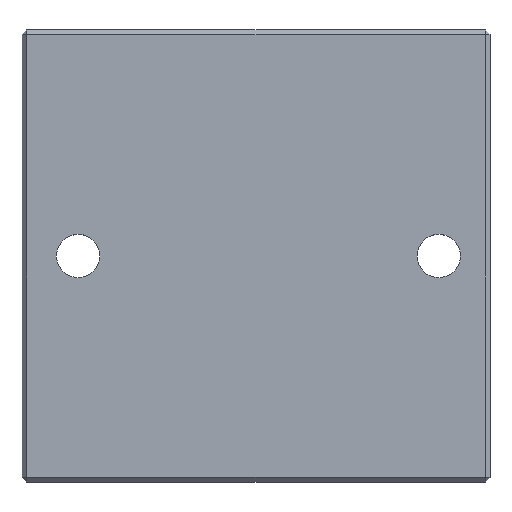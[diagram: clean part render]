
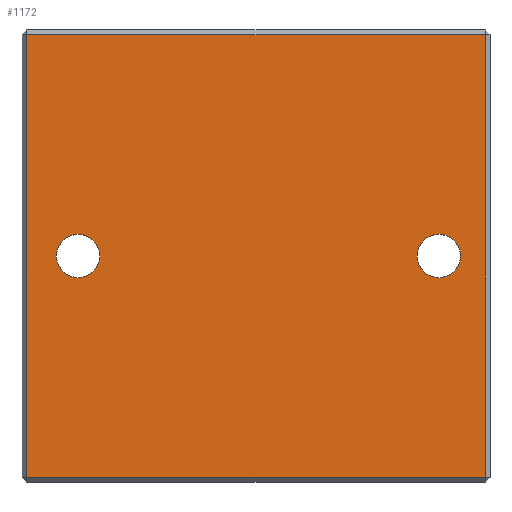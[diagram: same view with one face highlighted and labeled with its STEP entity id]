
A CAD part, top view. The second image highlights one B-rep face of the part: STEP entity #1172.
In plain terms, the highlighted planar face has unit normal (0, 0, 1).
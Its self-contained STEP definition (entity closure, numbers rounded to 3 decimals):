
#255=DIRECTION('',(0.,-1.,0.));
#256=VECTOR('',#255,92.);
#257=CARTESIAN_POINT('',(47.655,397.,293.7));
#258=LINE('',#257,#256);
#304=DIRECTION('',(-1.,0.,0.));
#305=VECTOR('',#304,95.31);
#306=CARTESIAN_POINT('',(47.655,305.,293.7));
#307=LINE('',#306,#305);
#430=DIRECTION('',(1.,0.,0.));
#431=VECTOR('',#430,95.31);
#432=CARTESIAN_POINT('',(-47.655,397.,293.7));
#433=LINE('',#432,#431);
#444=CARTESIAN_POINT('',(-37.,351.,293.7));
#445=DIRECTION('',(0.,0.,-1.));
#446=DIRECTION('',(1.,0.,0.));
#447=AXIS2_PLACEMENT_3D('',#444,#445,#446);
#452=CARTESIAN_POINT('',(-37.,351.,293.7));
#453=DIRECTION('',(0.,0.,-1.));
#454=DIRECTION('',(-1.,0.,0.));
#455=AXIS2_PLACEMENT_3D('',#452,#453,#454);
#460=CARTESIAN_POINT('',(38.,351.,293.7));
#461=DIRECTION('',(0.,0.,-1.));
#462=DIRECTION('',(1.,0.,0.));
#463=AXIS2_PLACEMENT_3D('',#460,#461,#462);
#468=CARTESIAN_POINT('',(38.,351.,293.7));
#469=DIRECTION('',(0.,0.,-1.));
#470=DIRECTION('',(-1.,0.,0.));
#471=AXIS2_PLACEMENT_3D('',#468,#469,#470);
#483=DIRECTION('',(0.,1.,0.));
#484=VECTOR('',#483,92.);
#485=CARTESIAN_POINT('',(-47.655,305.,293.7));
#486=LINE('',#485,#484);
#629=CARTESIAN_POINT('',(-47.655,397.,293.7));
#630=VERTEX_POINT('',#629);
#631=CARTESIAN_POINT('',(-47.655,305.,293.7));
#633=VERTEX_POINT('',#631);
#636=CARTESIAN_POINT('',(47.655,397.,293.7));
#638=VERTEX_POINT('',#636);
#647=CARTESIAN_POINT('',(47.655,305.,293.7));
#649=VERTEX_POINT('',#647);
#654=CARTESIAN_POINT('',(33.5,351.,293.7));
#656=VERTEX_POINT('',#654);
#658=CARTESIAN_POINT('',(42.5,351.,293.7));
#660=VERTEX_POINT('',#658);
#673=CARTESIAN_POINT('',(-41.5,351.,293.7));
#674=VERTEX_POINT('',#673);
#675=CARTESIAN_POINT('',(-32.5,351.,293.7));
#676=VERTEX_POINT('',#675);
#1149=CARTESIAN_POINT('',(25.,-323.,293.7));
#1150=DIRECTION('',(0.,0.,-1.));
#1151=DIRECTION('',(0.,-1.,0.));
#1152=AXIS2_PLACEMENT_3D('',#1149,#1150,#1151);
#1153=PLANE('',#1152);
#1154=ORIENTED_EDGE('',*,*,#1134,.T.);
#1155=ORIENTED_EDGE('',*,*,#890,.T.);
#1156=ORIENTED_EDGE('',*,*,#934,.T.);
#1158=ORIENTED_EDGE('',*,*,#1157,.T.);
#1159=EDGE_LOOP('',(#1154,#1155,#1156,#1158));
#1160=FACE_OUTER_BOUND('',#1159,.F.);
#1162=ORIENTED_EDGE('',*,*,#1161,.F.);
#1164=ORIENTED_EDGE('',*,*,#1163,.F.);
#1165=EDGE_LOOP('',(#1162,#1164));
#1166=FACE_BOUND('',#1165,.F.);
#1168=ORIENTED_EDGE('',*,*,#1167,.F.);
#1169=ORIENTED_EDGE('',*,*,#686,.F.);
#1170=EDGE_LOOP('',(#1168,#1169));
#1171=FACE_BOUND('',#1170,.F.);
#448=CIRCLE('',#447,4.5);
#456=CIRCLE('',#455,4.5);
#464=CIRCLE('',#463,4.5);
#472=CIRCLE('',#471,4.5);
#686=EDGE_CURVE('',#656,#660,#472,.T.);
#890=EDGE_CURVE('',#638,#649,#258,.T.);
#934=EDGE_CURVE('',#649,#633,#307,.T.);
#1134=EDGE_CURVE('',#630,#638,#433,.T.);
#1157=EDGE_CURVE('',#633,#630,#486,.T.);
#1161=EDGE_CURVE('',#676,#674,#448,.T.);
#1163=EDGE_CURVE('',#674,#676,#456,.T.);
#1167=EDGE_CURVE('',#660,#656,#464,.T.);
#1172=ADVANCED_FACE('',(#1160,#1166,#1171),#1153,.F.);
